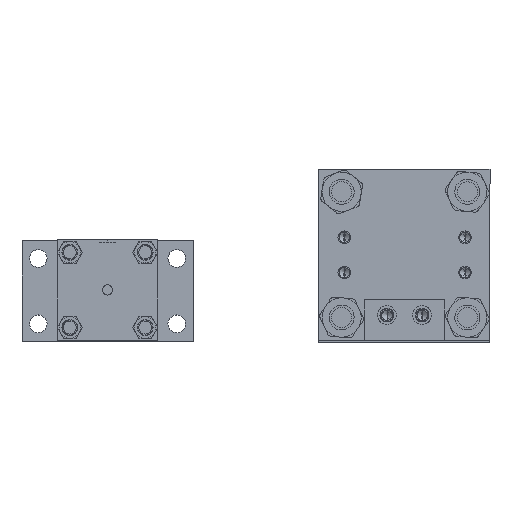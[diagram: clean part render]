
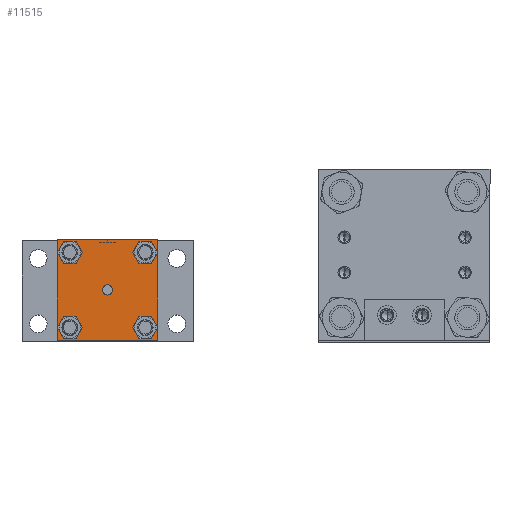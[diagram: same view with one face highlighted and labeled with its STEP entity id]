
A CAD part, top view. The second image highlights one B-rep face of the part: STEP entity #11515.
In plain terms, the highlighted planar face has unit normal (0, 0, 1).
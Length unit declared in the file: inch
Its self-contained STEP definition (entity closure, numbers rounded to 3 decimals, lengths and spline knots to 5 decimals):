
#735 = VECTOR ( 'NONE', #1473, 39.37008 ) ;
#875 = DIRECTION ( 'NONE',  ( 0., 0., 1. ) ) ;
#1013 = DIRECTION ( 'NONE',  ( 0., 0., 1. ) ) ;
#1249 = DIRECTION ( 'NONE',  ( 0., 0., 1. ) ) ;
#1279 = AXIS2_PLACEMENT_3D ( 'NONE', #7691, #1249, #10121 ) ;
#1282 = CARTESIAN_POINT ( 'NONE',  ( 6.83446, 7.39306, 0.5 ) ) ;
#1331 = DIRECTION ( 'NONE',  ( 1., 0., 0. ) ) ;
#1371 = EDGE_CURVE ( 'NONE', #5579, #10120, #11984, .T. ) ;
#1473 = DIRECTION ( 'NONE',  ( 0., -1., 0. ) ) ;
#1490 = DIRECTION ( 'NONE',  ( 1., 0., 0. ) ) ;
#1572 = EDGE_CURVE ( 'NONE', #4567, #5915, #10259, .T. ) ;
#1880 = DIRECTION ( 'NONE',  ( 1., 0., 0. ) ) ;
#2032 = AXIS2_PLACEMENT_3D ( 'NONE', #12292, #2741, #5217 ) ;
#2423 = EDGE_CURVE ( 'NONE', #12801, #14763, #3065, .T. ) ;
#2604 = DIRECTION ( 'NONE',  ( 0., 0., 1. ) ) ;
#2622 = VERTEX_POINT ( 'NONE', #8903 ) ;
#2684 = DIRECTION ( 'NONE',  ( 1., 0., 0. ) ) ;
#2700 = AXIS2_PLACEMENT_3D ( 'NONE', #1282, #7400, #1331 ) ;
#2741 = DIRECTION ( 'NONE',  ( 0., 0., 1. ) ) ;
#2798 = CARTESIAN_POINT ( 'NONE',  ( 7.14946, 9.57806, 0.5 ) ) ;
#2965 = FACE_BOUND ( 'NONE', #5293, .T. ) ;
#3065 = CIRCLE ( 'NONE', #10692, 0.188 ) ;
#3155 = FACE_BOUND ( 'NONE', #3183, .T. ) ;
#3183 = EDGE_LOOP ( 'NONE', ( #11536, #6079 ) ) ;
#3219 = DIRECTION ( 'NONE',  ( 1., 0., 0. ) ) ;
#3328 = CIRCLE ( 'NONE', #1279, 0.188 ) ;
#3528 = EDGE_CURVE ( 'NONE', #2622, #6890, #3590, .T. ) ;
#3590 = LINE ( 'NONE', #14609, #735 ) ;
#4011 = EDGE_CURVE ( 'NONE', #6890, #6905, #6977, .T. ) ;
#4023 = CARTESIAN_POINT ( 'NONE',  ( 7.02246, 9.26306, 0.5 ) ) ;
#4076 = CARTESIAN_POINT ( 'NONE',  ( 4.77646, 9.26306, 0.5 ) ) ;
#4188 = CARTESIAN_POINT ( 'NONE',  ( 6.64646, 7.39306, 0.5 ) ) ;
#4275 = FACE_OUTER_BOUND ( 'NONE', #7655, .T. ) ;
#4483 = EDGE_CURVE ( 'NONE', #10120, #5579, #6574, .T. ) ;
#4567 = VERTEX_POINT ( 'NONE', #6591 ) ;
#4862 = DIRECTION ( 'NONE',  ( 0., 0., 1. ) ) ;
#4886 = EDGE_CURVE ( 'NONE', #8080, #12995, #7151, .T. ) ;
#5071 = LINE ( 'NONE', #8767, #13965 ) ;
#5079 = ORIENTED_EDGE ( 'NONE', *, *, #8986, .F. ) ;
#5217 = DIRECTION ( 'NONE',  ( 1., 0., 0. ) ) ;
#5293 = EDGE_LOOP ( 'NONE', ( #5079, #11865 ) ) ;
#5506 = AXIS2_PLACEMENT_3D ( 'NONE', #6848, #875, #7055 ) ;
#5559 = EDGE_CURVE ( 'NONE', #7262, #6905, #5071, .T. ) ;
#5579 = VERTEX_POINT ( 'NONE', #4076 ) ;
#5586 = VERTEX_POINT ( 'NONE', #4023 ) ;
#5613 = ORIENTED_EDGE ( 'NONE', *, *, #3528, .T. ) ;
#5847 = ORIENTED_EDGE ( 'NONE', *, *, #9429, .F. ) ;
#5881 = CARTESIAN_POINT ( 'NONE',  ( 5.15246, 7.39306, 0.5 ) ) ;
#5915 = VERTEX_POINT ( 'NONE', #4188 ) ;
#6079 = ORIENTED_EDGE ( 'NONE', *, *, #12525, .F. ) ;
#6350 = FACE_BOUND ( 'NONE', #13713, .T. ) ;
#6574 = CIRCLE ( 'NONE', #14798, 0.188 ) ;
#6591 = CARTESIAN_POINT ( 'NONE',  ( 7.02246, 7.39306, 0.5 ) ) ;
#6848 = CARTESIAN_POINT ( 'NONE',  ( 6.83446, 9.26306, 0.5 ) ) ;
#6890 = VERTEX_POINT ( 'NONE', #12218 ) ;
#6905 = VERTEX_POINT ( 'NONE', #10888 ) ;
#6977 = LINE ( 'NONE', #8890, #7898 ) ;
#7021 = ORIENTED_EDGE ( 'NONE', *, *, #1572, .F. ) ;
#7055 = DIRECTION ( 'NONE',  ( 1., 0., 0. ) ) ;
#7151 = CIRCLE ( 'NONE', #2032, 0.12655 ) ;
#7185 = DIRECTION ( 'NONE',  ( 1., 0., 0. ) ) ;
#7262 = VERTEX_POINT ( 'NONE', #2798 ) ;
#7400 = DIRECTION ( 'NONE',  ( 0., 0., 1. ) ) ;
#7655 = EDGE_LOOP ( 'NONE', ( #14901, #5613, #9314, #12310 ) ) ;
#7691 = CARTESIAN_POINT ( 'NONE',  ( 4.96446, 7.39306, 0.5 ) ) ;
#7898 = VECTOR ( 'NONE', #1490, 39.37008 ) ;
#7950 = EDGE_CURVE ( 'NONE', #15072, #5586, #15557, .T. ) ;
#7998 = CARTESIAN_POINT ( 'NONE',  ( 6.83446, 7.39306, 0.5 ) ) ;
#8080 = VERTEX_POINT ( 'NONE', #14129 ) ;
#8122 = EDGE_CURVE ( 'NONE', #5586, #15072, #13464, .T. ) ;
#8318 = DIRECTION ( 'NONE',  ( 1., 0., 0. ) ) ;
#8487 = ORIENTED_EDGE ( 'NONE', *, *, #4483, .F. ) ;
#8685 = CARTESIAN_POINT ( 'NONE',  ( 4.96446, 7.39306, 0.5 ) ) ;
#8767 = CARTESIAN_POINT ( 'NONE',  ( 7.14946, 5.57249, 0.5 ) ) ;
#8806 = FACE_BOUND ( 'NONE', #8882, .T. ) ;
#8819 = AXIS2_PLACEMENT_3D ( 'NONE', #11530, #14020, #12825 ) ;
#8876 = DIRECTION ( 'NONE',  ( 0., -1., 0. ) ) ;
#8882 = EDGE_LOOP ( 'NONE', ( #7021, #5847 ) ) ;
#8890 = CARTESIAN_POINT ( 'NONE',  ( 5.89946, 7.07806, 0.5 ) ) ;
#8903 = CARTESIAN_POINT ( 'NONE',  ( 4.64946, 9.57806, 0.5 ) ) ;
#8986 = EDGE_CURVE ( 'NONE', #12995, #8080, #11893, .T. ) ;
#9314 = ORIENTED_EDGE ( 'NONE', *, *, #4011, .T. ) ;
#9390 = EDGE_CURVE ( 'NONE', #2622, #7262, #10172, .T. ) ;
#9429 = EDGE_CURVE ( 'NONE', #5915, #4567, #14942, .T. ) ;
#9768 = AXIS2_PLACEMENT_3D ( 'NONE', #13017, #1013, #7185 ) ;
#9825 = CARTESIAN_POINT ( 'NONE',  ( 4.96446, 9.26306, 0.5 ) ) ;
#9976 = DIRECTION ( 'NONE',  ( 1., 0., 0. ) ) ;
#10120 = VERTEX_POINT ( 'NONE', #14104 ) ;
#10121 = DIRECTION ( 'NONE',  ( 1., 0., 0. ) ) ;
#10172 = LINE ( 'NONE', #15332, #12839 ) ;
#10259 = CIRCLE ( 'NONE', #2700, 0.188 ) ;
#10437 = ORIENTED_EDGE ( 'NONE', *, *, #1371, .F. ) ;
#10556 = AXIS2_PLACEMENT_3D ( 'NONE', #13236, #14478, #12018 ) ;
#10570 = ORIENTED_EDGE ( 'NONE', *, *, #8122, .F. ) ;
#10692 = AXIS2_PLACEMENT_3D ( 'NONE', #8685, #14801, #2684 ) ;
#10697 = CARTESIAN_POINT ( 'NONE',  ( 5.89946, 5.57249, 0.5 ) ) ;
#10880 = CARTESIAN_POINT ( 'NONE',  ( 4.77646, 7.39306, 0.5 ) ) ;
#10888 = CARTESIAN_POINT ( 'NONE',  ( 7.14946, 7.07806, 0.5 ) ) ;
#11381 = CARTESIAN_POINT ( 'NONE',  ( 6.64646, 9.26306, 0.5 ) ) ;
#11515 = ADVANCED_FACE ( 'NONE', ( #8806, #6350, #14509, #3155, #4275, #2965 ), #11697, .T. ) ;
#11530 = CARTESIAN_POINT ( 'NONE',  ( 6.83446, 9.26306, 0.5 ) ) ;
#11536 = ORIENTED_EDGE ( 'NONE', *, *, #2423, .F. ) ;
#11547 = AXIS2_PLACEMENT_3D ( 'NONE', #7998, #15275, #1880 ) ;
#11697 = PLANE ( 'NONE',  #13225 ) ;
#11865 = ORIENTED_EDGE ( 'NONE', *, *, #4886, .F. ) ;
#11893 = CIRCLE ( 'NONE', #10556, 0.12655 ) ;
#11984 = CIRCLE ( 'NONE', #9768, 0.188 ) ;
#12018 = DIRECTION ( 'NONE',  ( 1., 0., 0. ) ) ;
#12218 = CARTESIAN_POINT ( 'NONE',  ( 4.64946, 7.07806, 0.5 ) ) ;
#12292 = CARTESIAN_POINT ( 'NONE',  ( 5.89946, 8.32806, 0.5 ) ) ;
#12310 = ORIENTED_EDGE ( 'NONE', *, *, #5559, .F. ) ;
#12332 = CARTESIAN_POINT ( 'NONE',  ( 5.77291, 8.32806, 0.5 ) ) ;
#12525 = EDGE_CURVE ( 'NONE', #14763, #12801, #3328, .T. ) ;
#12801 = VERTEX_POINT ( 'NONE', #5881 ) ;
#12825 = DIRECTION ( 'NONE',  ( 1., 0., 0. ) ) ;
#12839 = VECTOR ( 'NONE', #3219, 39.37008 ) ;
#12995 = VERTEX_POINT ( 'NONE', #12332 ) ;
#13017 = CARTESIAN_POINT ( 'NONE',  ( 4.96446, 9.26306, 0.5 ) ) ;
#13225 = AXIS2_PLACEMENT_3D ( 'NONE', #10697, #4862, #8318 ) ;
#13236 = CARTESIAN_POINT ( 'NONE',  ( 5.89946, 8.32806, 0.5 ) ) ;
#13464 = CIRCLE ( 'NONE', #5506, 0.188 ) ;
#13713 = EDGE_LOOP ( 'NONE', ( #10570, #14337 ) ) ;
#13965 = VECTOR ( 'NONE', #8876, 39.37008 ) ;
#14020 = DIRECTION ( 'NONE',  ( 0., 0., 1. ) ) ;
#14104 = CARTESIAN_POINT ( 'NONE',  ( 5.15246, 9.26306, 0.5 ) ) ;
#14129 = CARTESIAN_POINT ( 'NONE',  ( 6.02601, 8.32806, 0.5 ) ) ;
#14337 = ORIENTED_EDGE ( 'NONE', *, *, #7950, .F. ) ;
#14478 = DIRECTION ( 'NONE',  ( 0., 0., 1. ) ) ;
#14509 = FACE_BOUND ( 'NONE', #15057, .T. ) ;
#14609 = CARTESIAN_POINT ( 'NONE',  ( 4.64946, 5.57249, 0.5 ) ) ;
#14763 = VERTEX_POINT ( 'NONE', #10880 ) ;
#14798 = AXIS2_PLACEMENT_3D ( 'NONE', #9825, #2604, #9976 ) ;
#14801 = DIRECTION ( 'NONE',  ( 0., 0., 1. ) ) ;
#14901 = ORIENTED_EDGE ( 'NONE', *, *, #9390, .F. ) ;
#14942 = CIRCLE ( 'NONE', #11547, 0.188 ) ;
#15057 = EDGE_LOOP ( 'NONE', ( #8487, #10437 ) ) ;
#15072 = VERTEX_POINT ( 'NONE', #11381 ) ;
#15275 = DIRECTION ( 'NONE',  ( 0., 0., 1. ) ) ;
#15332 = CARTESIAN_POINT ( 'NONE',  ( 5.89946, 9.57806, 0.5 ) ) ;
#15557 = CIRCLE ( 'NONE', #8819, 0.188 ) ;
